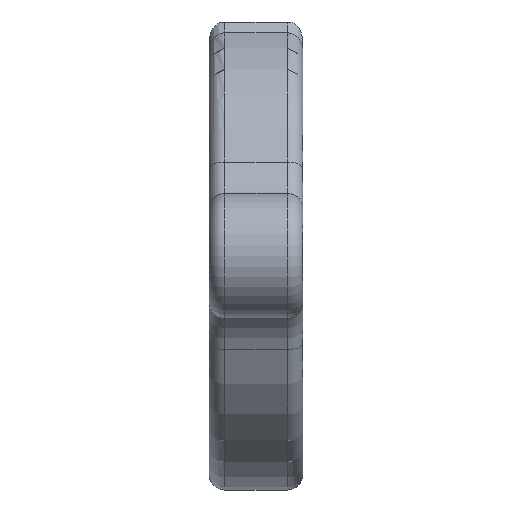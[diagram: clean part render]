
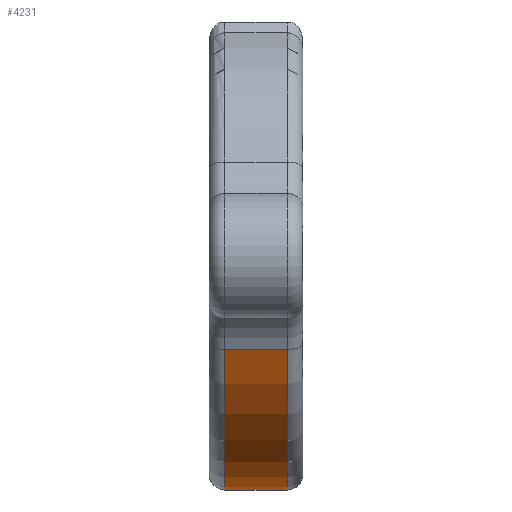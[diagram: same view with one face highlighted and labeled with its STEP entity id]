
A CAD part, left-side view. The second image highlights one B-rep face of the part: STEP entity #4231.
In plain terms, the highlighted cylindrical face has radius 15 mm (diameter 30 mm), a partial arc.
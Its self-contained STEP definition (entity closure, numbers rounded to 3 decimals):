
#126 = CYLINDRICAL_SURFACE ( 'NONE', #783, 15. ) ;
#179 = AXIS2_PLACEMENT_3D ( 'NONE', #4122, #4912, #6991 ) ;
#402 = LINE ( 'NONE', #7602, #1108 ) ;
#514 = ORIENTED_EDGE ( 'NONE', *, *, #6079, .T. ) ;
#783 = AXIS2_PLACEMENT_3D ( 'NONE', #2921, #786, #2825 ) ;
#786 = DIRECTION ( 'NONE',  ( 0., -1., 0. ) ) ;
#843 = ORIENTED_EDGE ( 'NONE', *, *, #3373, .T. ) ;
#1108 = VECTOR ( 'NONE', #8964, 1000. ) ;
#1344 = DIRECTION ( 'NONE',  ( 0., 0., 1. ) ) ;
#1971 = LINE ( 'NONE', #7647, #2719 ) ;
#2719 = VECTOR ( 'NONE', #4084, 1000. ) ;
#2739 = VERTEX_POINT ( 'NONE', #4331 ) ;
#2825 = DIRECTION ( 'NONE',  ( 0., 0., -1. ) ) ;
#2921 = CARTESIAN_POINT ( 'NONE',  ( 40., 6., 0. ) ) ;
#3322 = VERTEX_POINT ( 'NONE', #5431 ) ;
#3373 = EDGE_CURVE ( 'NONE', #9241, #4085, #5253, .T. ) ;
#3553 = EDGE_LOOP ( 'NONE', ( #4817, #514, #843, #6833 ) ) ;
#3678 = FACE_OUTER_BOUND ( 'NONE', #3553, .T. ) ;
#4060 = AXIS2_PLACEMENT_3D ( 'NONE', #8507, #4150, #1344 ) ;
#4084 = DIRECTION ( 'NONE',  ( 0., 1., 0. ) ) ;
#4085 = VERTEX_POINT ( 'NONE', #7668 ) ;
#4122 = CARTESIAN_POINT ( 'NONE',  ( 40., 1., 0. ) ) ;
#4150 = DIRECTION ( 'NONE',  ( 0., -1., 0. ) ) ;
#4231 = ADVANCED_FACE ( 'NONE', ( #3678 ), #126, .T. ) ;
#4331 = CARTESIAN_POINT ( 'NONE',  ( 26.252, 5., -6. ) ) ;
#4807 = EDGE_CURVE ( 'NONE', #2739, #3322, #8113, .T. ) ;
#4817 = ORIENTED_EDGE ( 'NONE', *, *, #4807, .T. ) ;
#4912 = DIRECTION ( 'NONE',  ( 0., 1., 0. ) ) ;
#5253 = CIRCLE ( 'NONE', #179, 15. ) ;
#5431 = CARTESIAN_POINT ( 'NONE',  ( 40., 5., -15. ) ) ;
#6079 = EDGE_CURVE ( 'NONE', #3322, #9241, #402, .T. ) ;
#6833 = ORIENTED_EDGE ( 'NONE', *, *, #8131, .T. ) ;
#6991 = DIRECTION ( 'NONE',  ( 0., 0., 1. ) ) ;
#7602 = CARTESIAN_POINT ( 'NONE',  ( 40., 6., -15. ) ) ;
#7647 = CARTESIAN_POINT ( 'NONE',  ( 26.252, 6., -6. ) ) ;
#7668 = CARTESIAN_POINT ( 'NONE',  ( 26.252, 1., -6. ) ) ;
#8113 = CIRCLE ( 'NONE', #4060, 15. ) ;
#8131 = EDGE_CURVE ( 'NONE', #4085, #2739, #1971, .T. ) ;
#8507 = CARTESIAN_POINT ( 'NONE',  ( 40., 5., 0. ) ) ;
#8681 = CARTESIAN_POINT ( 'NONE',  ( 40., 1., -15. ) ) ;
#8964 = DIRECTION ( 'NONE',  ( 0., -1., 0. ) ) ;
#9241 = VERTEX_POINT ( 'NONE', #8681 ) ;
